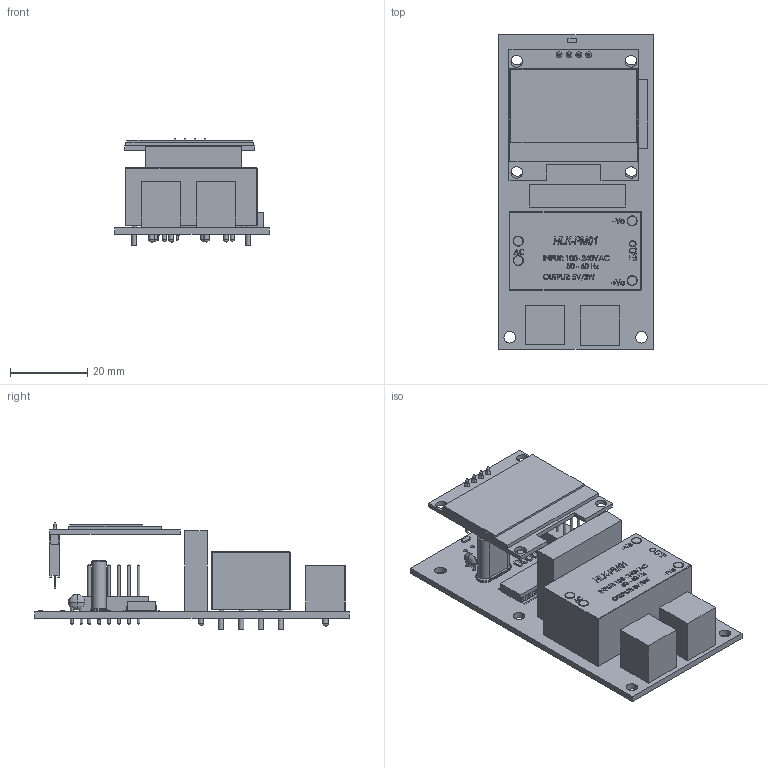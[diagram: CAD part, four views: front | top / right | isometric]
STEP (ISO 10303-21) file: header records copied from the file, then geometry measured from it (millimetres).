
FILE_DESCRIPTION(/* description */ ('PCB Model'),/* implementation_level */ '2;1');
FILE_NAME(/* name */ 'SSD1306_i2c.stp',/* time_stamp */ '2021-01-13T08:31:50-05:00',/* author */ ('USUARIO'),/* organization */ ('Unspecified'),/* preprocessor_version */ 'ST-DEVELOPER v16.5',/* originating_system */ 'Autodesk Inventor 2017',/* authorisation */ 'Unknown');
FILE_SCHEMA (('AUTOMOTIVE_DESIGN { 1 0 10303 214 3 1 1 }'));
Products named in the file (1): SSD1306_i2c
Bounding box: 40 x 81.2 x 27.55 mm (x, y, z)
Volume: 24736.5 mm3; surface area: 18503 mm2
Topology: 84 solids, 84 shells, 1718 faces, 4395 edges, 2919 vertices
Faces by surface type: plane 1163, bspline 279, cylinder 216, sphere 40, torus 20
Full cylindrical faces by diameter (mm): 0.5 x4, 0.6 x2, 0.7 x6, 0.762 x6, 1.016 x10, 1.17 x4, 1.27 x4, 1.3 x4, 1.4 x2, 1.424 x4, 1.524 x8, 3 x10
Entity records: 66633 total; most frequent: CARTESIAN_POINT 26371, ORIENTED_EDGE 8390, DIRECTION 6947, EDGE_CURVE 4195, LINE 3103, VECTOR 3103, VERTEX_POINT 2847, EDGE_LOOP 2012
